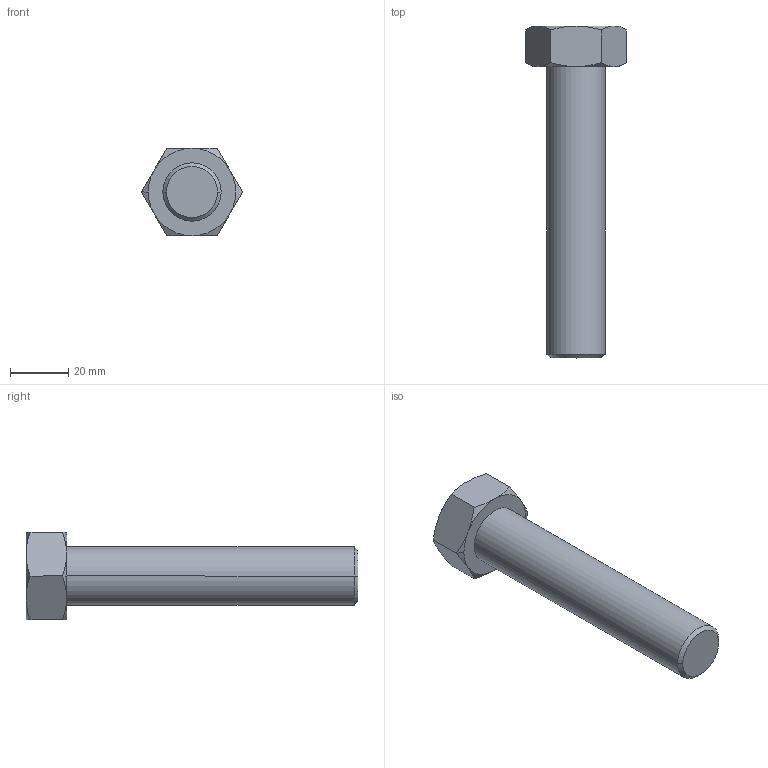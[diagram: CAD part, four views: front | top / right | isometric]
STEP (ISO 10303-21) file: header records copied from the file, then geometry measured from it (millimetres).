
FILE_DESCRIPTION (( 'STEP AP203' ), '1' );
FILE_NAME ('M20X100 BOLT 304_REV_.step', '2026-01-19T23:19:50', ( '' ), ( '' ), 'SwSTEP 2.0', 'SolidWorks 2025', '' );
FILE_SCHEMA (( 'CONFIG_CONTROL_DESIGN' ));
Length unit declared in the file: millimetre
Products named in the file (1): M20X100 BOLT 304_REV_
Bounding box: 34.64 x 113.9 x 30 mm (x, y, z)
Volume: 42131.7 mm3; surface area: 9164.2 mm2
Topology: 1 solids, 1 shells, 30 faces, 62 edges, 36 vertices
Faces by surface type: cone 16, plane 10, cylinder 4
Entity records: 955 total; most frequent: CARTESIAN_POINT 273, DIRECTION 124, ORIENTED_EDGE 124, EDGE_CURVE 62, AXIS2_PLACEMENT_3D 55, VERTEX_POINT 36, EDGE_LOOP 32, FACE_OUTER_BOUND 30
